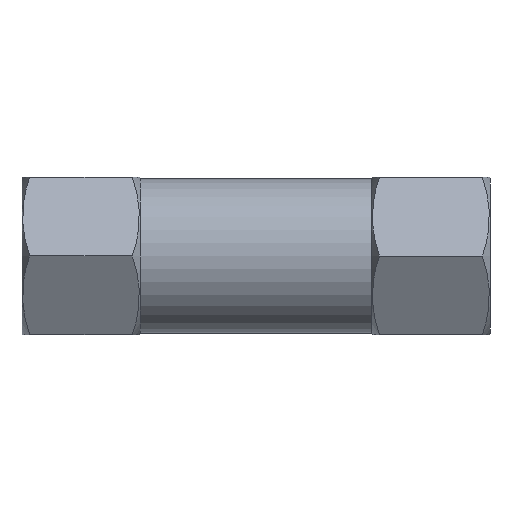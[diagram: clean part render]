
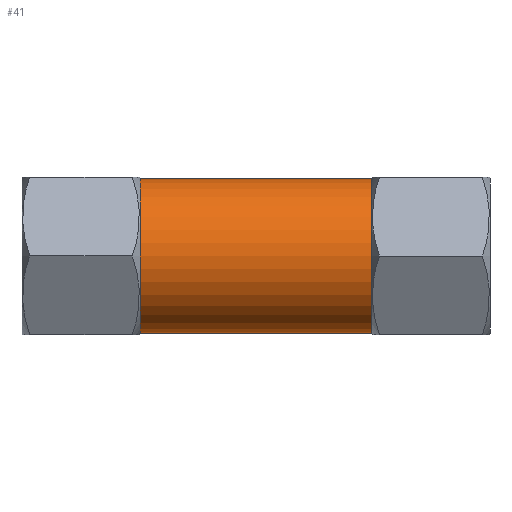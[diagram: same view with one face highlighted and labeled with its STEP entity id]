
A CAD part, left-side view. The second image highlights one B-rep face of the part: STEP entity #41.
In plain terms, the highlighted cylindrical face has radius 7.85 mm (diameter 15.7 mm), a partial arc.
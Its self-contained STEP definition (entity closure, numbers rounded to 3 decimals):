
#41 = ADVANCED_FACE ( 'NONE', ( #739 ), #711, .T. ) ;
#42 = EDGE_LOOP ( 'NONE', ( #43, #44, #259, #260 ) ) ;
#43 = ORIENTED_EDGE ( 'NONE', *, *, #254, .F. ) ;
#44 = ORIENTED_EDGE ( 'NONE', *, *, #258, .T. ) ;
#49 = EDGE_CURVE ( 'NONE', #86, #75, #743, .T. ) ;
#62 = VERTEX_POINT ( 'NONE', #728 ) ;
#75 = VERTEX_POINT ( 'NONE', #858 ) ;
#86 = VERTEX_POINT ( 'NONE', #799 ) ;
#105 = EDGE_CURVE ( 'NONE', #123, #86, #771, .T. ) ;
#123 = VERTEX_POINT ( 'NONE', #1270 ) ;
#254 = EDGE_CURVE ( 'NONE', #62, #75, #1131, .T. ) ;
#258 = EDGE_CURVE ( 'NONE', #62, #123, #1135, .T. ) ;
#259 = ORIENTED_EDGE ( 'NONE', *, *, #105, .T. ) ;
#260 = ORIENTED_EDGE ( 'NONE', *, *, #49, .T. ) ;
#711 = CYLINDRICAL_SURFACE ( 'NONE', #751, 7.85 ) ;
#728 = CARTESIAN_POINT ( 'NONE',  ( 0., 35.5, 7.85 ) ) ;
#739 = FACE_OUTER_BOUND ( 'NONE', #42, .T. ) ;
#740 = DIRECTION ( 'NONE',  ( 0., 0., 1. ) ) ;
#741 = DIRECTION ( 'NONE',  ( 0., 1., 0. ) ) ;
#742 = AXIS2_PLACEMENT_3D ( 'NONE', #744, #741, #740 ) ;
#743 = CIRCLE ( 'NONE', #742, 7.85 ) ;
#744 = CARTESIAN_POINT ( 'NONE',  ( 0., 12., 0. ) ) ;
#745 = DIRECTION ( 'NONE',  ( 0., 0., -1. ) ) ;
#746 = DIRECTION ( 'NONE',  ( 0., -1., 0. ) ) ;
#750 = CARTESIAN_POINT ( 'NONE',  ( 0., 8.761, 0. ) ) ;
#751 = AXIS2_PLACEMENT_3D ( 'NONE', #750, #746, #745 ) ;
#771 = LINE ( 'NONE', #830, #829 ) ;
#799 = CARTESIAN_POINT ( 'NONE',  ( 0., 12., -7.85 ) ) ;
#816 = DIRECTION ( 'NONE',  ( 0., -1., 0. ) ) ;
#829 = VECTOR ( 'NONE', #816, 1000. ) ;
#830 = CARTESIAN_POINT ( 'NONE',  ( 0., 8.761, -7.85 ) ) ;
#858 = CARTESIAN_POINT ( 'NONE',  ( 0., 12., 7.85 ) ) ;
#1116 = DIRECTION ( 'NONE',  ( 0., 0., -1. ) ) ;
#1117 = DIRECTION ( 'NONE',  ( 0., -1., 0. ) ) ;
#1118 = CARTESIAN_POINT ( 'NONE',  ( 0., 35.5, 0. ) ) ;
#1119 = AXIS2_PLACEMENT_3D ( 'NONE', #1118, #1117, #1116 ) ;
#1131 = LINE ( 'NONE', #1146, #1145 ) ;
#1135 = CIRCLE ( 'NONE', #1119, 7.85 ) ;
#1144 = DIRECTION ( 'NONE',  ( 0., -1., 0. ) ) ;
#1145 = VECTOR ( 'NONE', #1144, 1000. ) ;
#1146 = CARTESIAN_POINT ( 'NONE',  ( 0., 8.761, 7.85 ) ) ;
#1270 = CARTESIAN_POINT ( 'NONE',  ( 0., 35.5, -7.85 ) ) ;
